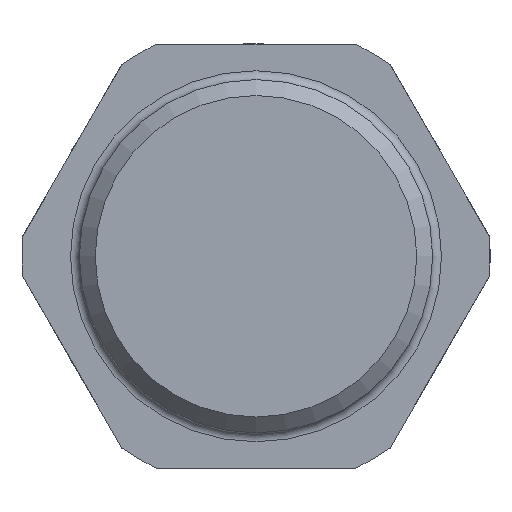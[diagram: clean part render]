
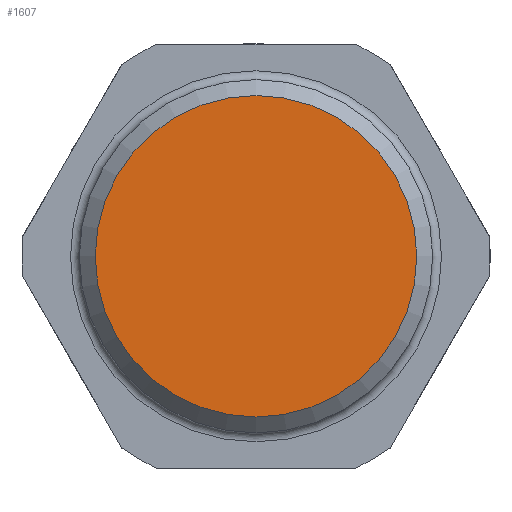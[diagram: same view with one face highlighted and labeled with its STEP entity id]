
A CAD part, left-side view. The second image highlights one B-rep face of the part: STEP entity #1607.
In plain terms, the highlighted planar face has unit normal (-1, 0, 0).
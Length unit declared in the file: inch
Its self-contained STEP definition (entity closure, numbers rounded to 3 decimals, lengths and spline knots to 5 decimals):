
#190=CIRCLE('',#1842,0.35827);
#191=CIRCLE('',#1843,0.35827);
#289=FACE_OUTER_BOUND('',#375,.T.);
#375=EDGE_LOOP('',(#1392,#1393));
#698=VERTEX_POINT('',#3559);
#699=VERTEX_POINT('',#3560);
#930=EDGE_CURVE('',#698,#699,#190,.T.);
#931=EDGE_CURVE('',#699,#698,#191,.T.);
#1392=ORIENTED_EDGE('',*,*,#930,.T.);
#1393=ORIENTED_EDGE('',*,*,#931,.T.);
#1441=PLANE('',#1844);
#1607=ADVANCED_FACE('',(#289),#1441,.T.);
#1842=AXIS2_PLACEMENT_3D('',#3561,#2324,#2325);
#1843=AXIS2_PLACEMENT_3D('',#3562,#2326,#2327);
#1844=AXIS2_PLACEMENT_3D('',#3564,#2329,#2330);
#2324=DIRECTION('center_axis',(-1.,0.,0.));
#2325=DIRECTION('ref_axis',(0.,0.,
-1.));
#2326=DIRECTION('center_axis',(-1.,0.,0.));
#2327=DIRECTION('ref_axis',(0.,0.,
-1.));
#2329=DIRECTION('center_axis',(-1.,0.,0.));
#2330=DIRECTION('ref_axis',(0.,0.,
-1.));
#3559=CARTESIAN_POINT('',(-1.37008,0.,0.35827));
#3560=CARTESIAN_POINT('',(-1.37008,0.,-0.35827));
#3561=CARTESIAN_POINT('Origin',(-1.37008,0.,
0.));
#3562=CARTESIAN_POINT('Origin',(-1.37008,0.,
0.));
#3564=CARTESIAN_POINT('Origin',(-1.37008,0.,
0.25591));
